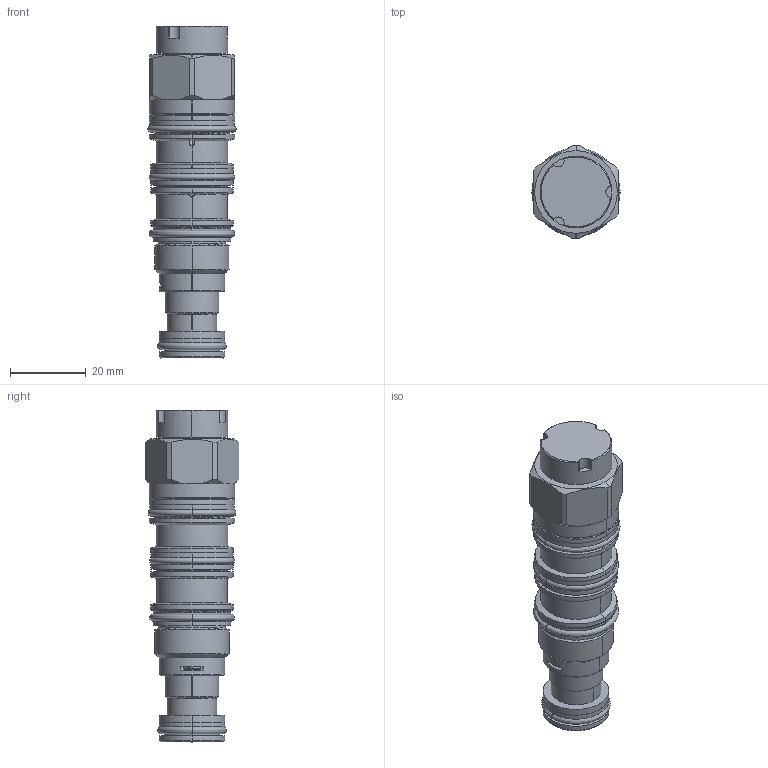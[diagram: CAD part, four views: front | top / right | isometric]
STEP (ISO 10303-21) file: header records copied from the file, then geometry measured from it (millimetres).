
FILE_DESCRIPTION((''),'2;1');
FILE_NAME('CVCVXCN_SW_PRT','2019-08-06T',('charlief'),(''),'PRO/ENGINEER BY PARAMETRIC TECHNOLOGY CORPORATION, 2016010','PRO/ENGINEER BY PARAMETRIC TECHNOLOGY CORPORATION, 2016010','');
FILE_SCHEMA(('CONFIG_CONTROL_DESIGN'));
Products named in the file (1): CVCVXCN_SW_PRT
Bounding box: 23.29 x 24.84 x 87.81 mm (x, y, z)
Surface area: 12853.5 mm2 (no closed solid volume)
Topology: 0 solids, 0 shells, 396 faces, 2034 edges, 1996 vertices
Faces by surface type: bspline 342, torus 54
Entity records: 59331 total; most frequent: CARTESIAN_POINT 42155, DIRECTION 2746, TRIMMED_CURVE 2157, DEFINITIONAL_REPRESENTATION 1958, PCURVE 1958, COMPOSITE_CURVE_SEGMENT 1958, VECTOR 1676, LINE 1676
